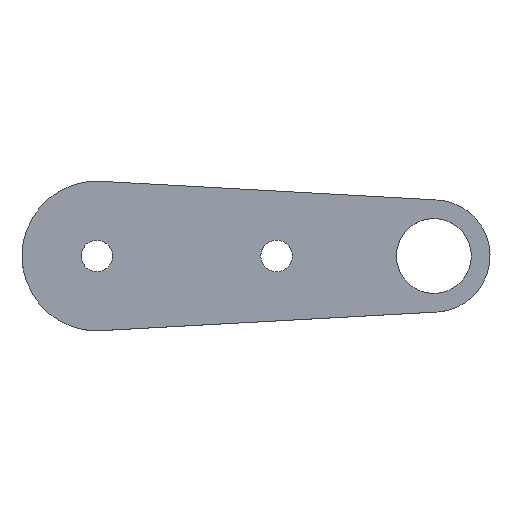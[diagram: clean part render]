
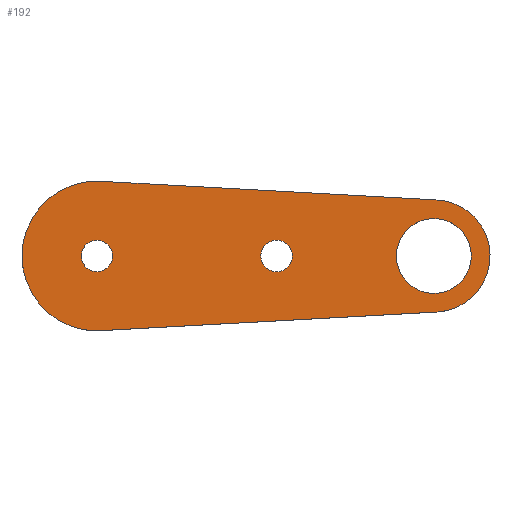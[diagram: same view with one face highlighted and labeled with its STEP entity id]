
A CAD part, top view. The second image highlights one B-rep face of the part: STEP entity #192.
In plain terms, the highlighted planar face has unit normal (0, 0, 1).
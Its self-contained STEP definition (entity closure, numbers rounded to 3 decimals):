
#18=FACE_BOUND('',#49,.T.);
#19=FACE_BOUND('',#50,.T.);
#20=FACE_BOUND('',#51,.T.);
#25=PLANE('',#226);
#35=FACE_OUTER_BOUND('',#48,.T.);
#48=EDGE_LOOP('',(#170,#171,#172,#173,#174));
#49=EDGE_LOOP('',(#175));
#50=EDGE_LOOP('',(#176));
#51=EDGE_LOOP('',(#177));
#57=LINE('',#309,#71);
#61=LINE('',#321,#75);
#64=LINE('',#327,#78);
#71=VECTOR('',#254,10.);
#75=VECTOR('',#266,10.);
#78=VECTOR('',#271,10.);
#80=CIRCLE('',#208,2.1);
#82=CIRCLE('',#211,5.);
#84=CIRCLE('',#214,2.1);
#87=CIRCLE('',#219,10.);
#89=CIRCLE('',#224,7.5);
#90=VERTEX_POINT('',#285);
#92=VERTEX_POINT('',#291);
#94=VERTEX_POINT('',#297);
#98=VERTEX_POINT('',#306);
#99=VERTEX_POINT('',#308);
#101=VERTEX_POINT('',#314);
#103=VERTEX_POINT('',#320);
#105=VERTEX_POINT('',#326);
#106=EDGE_CURVE('',#90,#90,#80,.T.);
#109=EDGE_CURVE('',#92,#92,#82,.T.);
#112=EDGE_CURVE('',#94,#94,#84,.T.);
#117=EDGE_CURVE('',#99,#98,#57,.T.);
#120=EDGE_CURVE('',#101,#99,#87,.T.);
#123=EDGE_CURVE('',#103,#101,#61,.T.);
#126=EDGE_CURVE('',#105,#103,#64,.T.);
#129=EDGE_CURVE('',#98,#105,#89,.T.);
#170=ORIENTED_EDGE('',*,*,#129,.T.);
#171=ORIENTED_EDGE('',*,*,#126,.T.);
#172=ORIENTED_EDGE('',*,*,#123,.T.);
#173=ORIENTED_EDGE('',*,*,#120,.T.);
#174=ORIENTED_EDGE('',*,*,#117,.T.);
#175=ORIENTED_EDGE('',*,*,#112,.T.);
#176=ORIENTED_EDGE('',*,*,#109,.T.);
#177=ORIENTED_EDGE('',*,*,#106,.T.);
#192=ADVANCED_FACE('',(#35,#18,#19,#20),#25,.F.);
#208=AXIS2_PLACEMENT_3D('',#286,#231,#232);
#211=AXIS2_PLACEMENT_3D('',#292,#238,#239);
#214=AXIS2_PLACEMENT_3D('',#298,#245,#246);
#219=AXIS2_PLACEMENT_3D('',#315,#260,#261);
#224=AXIS2_PLACEMENT_3D('',#331,#277,#278);
#226=AXIS2_PLACEMENT_3D('',#333,#281,#282);
#231=DIRECTION('center_axis',(0.,0.,
-1.));
#232=DIRECTION('ref_axis',(-1.,0.,0.));
#238=DIRECTION('center_axis',(0.,0.,
-1.));
#239=DIRECTION('ref_axis',(-1.,0.,0.));
#245=DIRECTION('center_axis',(0.,0.,
-1.));
#246=DIRECTION('ref_axis',(-1.,0.,0.));
#254=DIRECTION('',(0.998,0.055,0.));
#260=DIRECTION('center_axis',(0.,0.,
1.));
#261=DIRECTION('ref_axis',(0.,-1.,0.));
#266=DIRECTION('',(-0.998,0.055,0.));
#271=DIRECTION('',(0.,1.,0.));
#277=DIRECTION('center_axis',(0.,0.,
1.));
#278=DIRECTION('ref_axis',(0.,1.,0.));
#281=DIRECTION('center_axis',(0.,0.,
-1.));
#282=DIRECTION('ref_axis',(-1.,0.,0.));
#285=CARTESIAN_POINT('',(2.1,0.,4.));
#286=CARTESIAN_POINT('Origin',(0.,0.,
4.));
#291=CARTESIAN_POINT('',(50.,0.,4.));
#292=CARTESIAN_POINT('Origin',(45.,0.,4.));
#297=CARTESIAN_POINT('',(26.1,0.,4.));
#298=CARTESIAN_POINT('Origin',(24.,0.,4.));
#306=CARTESIAN_POINT('',(45.414,-7.489,4.));
#308=CARTESIAN_POINT('',(0.,-10.,4.));
#309=CARTESIAN_POINT('',(45.414,-7.489,4.));
#314=CARTESIAN_POINT('',(0.,10.,4.));
#315=CARTESIAN_POINT('Origin',(0.,0.,
4.));
#320=CARTESIAN_POINT('',(45.,7.511,4.));
#321=CARTESIAN_POINT('',(0.,10.,4.));
#326=CARTESIAN_POINT('',(45.,7.5,4.));
#327=CARTESIAN_POINT('',(45.,7.511,4.));
#331=CARTESIAN_POINT('Origin',(45.,0.,4.));
#333=CARTESIAN_POINT('Origin',(21.25,0.,4.));
